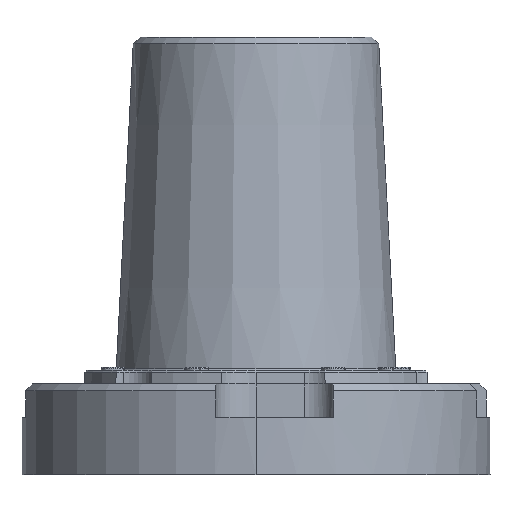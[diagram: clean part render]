
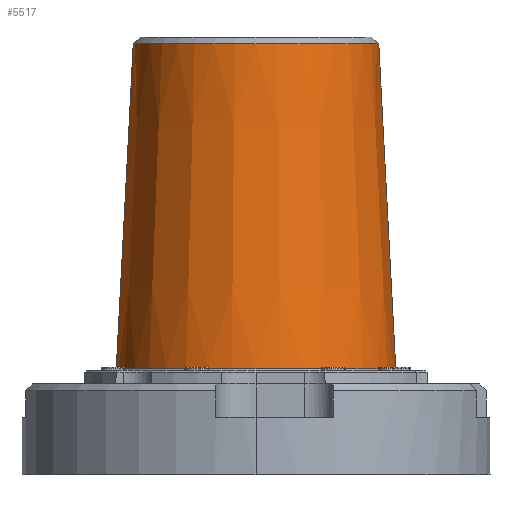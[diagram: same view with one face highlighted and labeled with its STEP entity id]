
A CAD part, left-side view. The second image highlights one B-rep face of the part: STEP entity #5517.
In plain terms, the highlighted conical face has half-angle 3 degrees and reference radius 36.351 mm.
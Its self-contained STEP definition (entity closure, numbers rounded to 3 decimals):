
#1490 = CARTESIAN_POINT ( 'NONE',  ( 1.678, 98.107, 123.816 ) ) ;
#1834 = FACE_OUTER_BOUND ( 'NONE', #2128, .T. ) ;
#2128 = EDGE_LOOP ( 'NONE', ( #12897, #10014, #10170, #2472 ) ) ;
#2472 = ORIENTED_EDGE ( 'NONE', *, *, #9283, .T. ) ;
#2625 = VERTEX_POINT ( 'NONE', #10858 ) ;
#2830 = CARTESIAN_POINT ( 'NONE',  ( 1.678, 98.107, 222.317 ) ) ;
#2997 = CARTESIAN_POINT ( 'NONE',  ( 1.678, 61.756, 222.317 ) ) ;
#3235 = CARTESIAN_POINT ( 'NONE',  ( 1.678, 134.563, 220.319 ) ) ;
#3426 = AXIS2_PLACEMENT_3D ( 'NONE', #2830, #14694, #14468 ) ;
#4154 = CARTESIAN_POINT ( 'NONE',  ( 1.678, 56.594, 123.816 ) ) ;
#4244 = DIRECTION ( 'NONE',  ( 0., -1., 0. ) ) ;
#5272 = VECTOR ( 'NONE', #7966, 1000. ) ;
#5517 = ADVANCED_FACE ( 'NONE', ( #1834 ), #14180, .T. ) ;
#6204 = VECTOR ( 'NONE', #13618, 1000. ) ;
#6538 = DIRECTION ( 'NONE',  ( 0., 0., -1. ) ) ;
#6870 = LINE ( 'NONE', #7798, #6204 ) ;
#7798 = CARTESIAN_POINT ( 'NONE',  ( 1.678, 134.458, 222.317 ) ) ;
#7966 = DIRECTION ( 'NONE',  ( 0., -0.052, -0.999 ) ) ;
#7972 = EDGE_CURVE ( 'NONE', #2625, #13361, #14004, .T. ) ;
#8209 = VERTEX_POINT ( 'NONE', #8677 ) ;
#8396 = AXIS2_PLACEMENT_3D ( 'NONE', #1490, #8680, #14282 ) ;
#8677 = CARTESIAN_POINT ( 'NONE',  ( 1.678, 139.62, 123.816 ) ) ;
#8680 = DIRECTION ( 'NONE',  ( 0., 0., 1. ) ) ;
#8927 = CARTESIAN_POINT ( 'NONE',  ( 1.678, 98.107, 220.319 ) ) ;
#9283 = EDGE_CURVE ( 'NONE', #8209, #10625, #13041, .T. ) ;
#9984 = EDGE_CURVE ( 'NONE', #13361, #8209, #6870, .T. ) ;
#10014 = ORIENTED_EDGE ( 'NONE', *, *, #7972, .T. ) ;
#10170 = ORIENTED_EDGE ( 'NONE', *, *, #9984, .T. ) ;
#10625 = VERTEX_POINT ( 'NONE', #4154 ) ;
#10858 = CARTESIAN_POINT ( 'NONE',  ( 1.678, 61.652, 220.319 ) ) ;
#11285 = EDGE_CURVE ( 'NONE', #2625, #10625, #13791, .T. ) ;
#12897 = ORIENTED_EDGE ( 'NONE', *, *, #11285, .F. ) ;
#13041 = CIRCLE ( 'NONE', #8396, 41.513 ) ;
#13361 = VERTEX_POINT ( 'NONE', #3235 ) ;
#13618 = DIRECTION ( 'NONE',  ( 0., 0.052, -0.999 ) ) ;
#13791 = LINE ( 'NONE', #2997, #5272 ) ;
#14004 = CIRCLE ( 'NONE', #14487, 36.456 ) ;
#14180 = CONICAL_SURFACE ( 'NONE', #3426, 36.351, 0.052 ) ;
#14282 = DIRECTION ( 'NONE',  ( 0., 1., 0. ) ) ;
#14468 = DIRECTION ( 'NONE',  ( 0., 1., 0. ) ) ;
#14487 = AXIS2_PLACEMENT_3D ( 'NONE', #8927, #6538, #4244 ) ;
#14694 = DIRECTION ( 'NONE',  ( 0., 0., -1. ) ) ;
